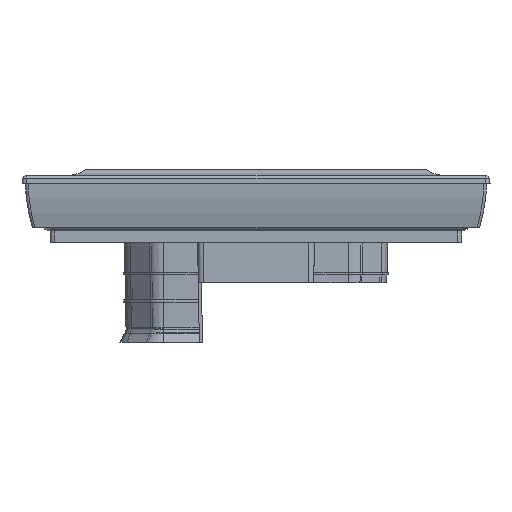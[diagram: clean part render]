
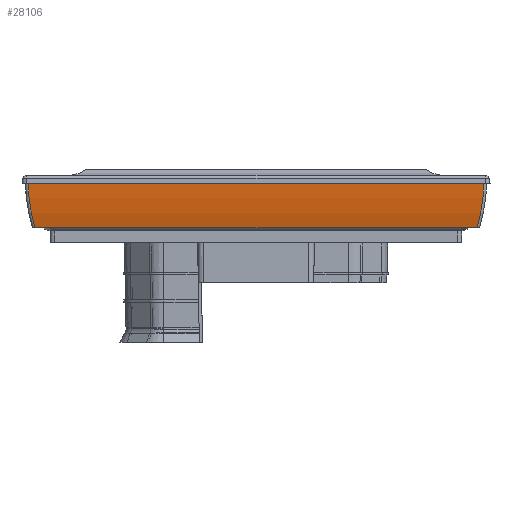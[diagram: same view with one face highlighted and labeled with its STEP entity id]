
A CAD part, left-side view. The second image highlights one B-rep face of the part: STEP entity #28106.
In plain terms, the highlighted cylindrical face has radius 33.85 mm (diameter 67.7 mm), a partial arc.
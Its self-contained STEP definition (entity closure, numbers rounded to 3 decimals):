
#1050 = CARTESIAN_POINT ( 'NONE',  ( 758.633, 40.869, 5.949 ) ) ;
#1150 = CYLINDRICAL_SURFACE ( 'NONE', #3813, 33.85 ) ;
#2668 = EDGE_CURVE ( 'NONE', #17166, #23064, #12650, .T. ) ;
#3158 = CARTESIAN_POINT ( 'NONE',  ( 759.056, -40.453, 3.29 ) ) ;
#3661 = DIRECTION ( 'NONE',  ( 0., -1., 0. ) ) ;
#3813 = AXIS2_PLACEMENT_3D ( 'NONE', #21867, #12327, #10355 ) ;
#3957 = CARTESIAN_POINT ( 'NONE',  ( 758.526, 40.975, 8.603 ) ) ;
#4868 = CARTESIAN_POINT ( 'NONE',  ( 758.526, 40.975, 8.603 ) ) ;
#5109 = CARTESIAN_POINT ( 'NONE',  ( 758.526, -40.975, 8.603 ) ) ;
#6333 = ORIENTED_EDGE ( 'NONE', *, *, #18636, .F. ) ;
#8316 = VERTEX_POINT ( 'NONE', #4868 ) ;
#9070 = ORIENTED_EDGE ( 'NONE', *, *, #2668, .T. ) ;
#9431 = ORIENTED_EDGE ( 'NONE', *, *, #22791, .T. ) ;
#10355 = DIRECTION ( 'NONE',  ( 0., 0., -1. ) ) ;
#10713 = CARTESIAN_POINT ( 'NONE',  ( 759.056, 40.453, 3.29 ) ) ;
#11261 = EDGE_LOOP ( 'NONE', ( #19330, #9431, #6333, #9070 ) ) ;
#12214 = CARTESIAN_POINT ( 'NONE',  ( 759.792, -39.727, 0.703 ) ) ;
#12327 = DIRECTION ( 'NONE',  ( 0., 1., 0. ) ) ;
#12650 = B_SPLINE_CURVE_WITH_KNOTS ( 'NONE', 3,
 ( #26180, #3158, #25885, #14345 ),
 .UNSPECIFIED., .F., .F.,
 ( 4, 4 ),
 ( 0., 1. ),
 .UNSPECIFIED. ) ;
#14345 = CARTESIAN_POINT ( 'NONE',  ( 758.526, -40.975, 8.603 ) ) ;
#17156 = VERTEX_POINT ( 'NONE', #24062 ) ;
#17166 = VERTEX_POINT ( 'NONE', #12214 ) ;
#17620 = LINE ( 'NONE', #3957, #18389 ) ;
#17934 = B_SPLINE_CURVE_WITH_KNOTS ( 'NONE', 3,
 ( #26848, #1050, #10713, #20075 ),
 .UNSPECIFIED., .F., .F.,
 ( 4, 4 ),
 ( 0., 1. ),
 .UNSPECIFIED. ) ;
#18389 = VECTOR ( 'NONE', #3661, 1000. ) ;
#18636 = EDGE_CURVE ( 'NONE', #17166, #17156, #28184, .T. ) ;
#18963 = FACE_OUTER_BOUND ( 'NONE', #11261, .T. ) ;
#19109 = DIRECTION ( 'NONE',  ( 0., 1., 0. ) ) ;
#19330 = ORIENTED_EDGE ( 'NONE', *, *, #25940, .F. ) ;
#20075 = CARTESIAN_POINT ( 'NONE',  ( 759.792, 39.727, 0.703 ) ) ;
#21867 = CARTESIAN_POINT ( 'NONE',  ( 792.348, 0., 9.974 ) ) ;
#22791 = EDGE_CURVE ( 'NONE', #8316, #17156, #17934, .T. ) ;
#23064 = VERTEX_POINT ( 'NONE', #5109 ) ;
#24062 = CARTESIAN_POINT ( 'NONE',  ( 759.792, 39.727, 0.703 ) ) ;
#25885 = CARTESIAN_POINT ( 'NONE',  ( 758.633, -40.869, 5.949 ) ) ;
#25940 = EDGE_CURVE ( 'NONE', #8316, #23064, #17620, .T. ) ;
#26024 = CARTESIAN_POINT ( 'NONE',  ( 759.792, 0., 0.703 ) ) ;
#26180 = CARTESIAN_POINT ( 'NONE',  ( 759.792, -39.727, 0.703 ) ) ;
#26848 = CARTESIAN_POINT ( 'NONE',  ( 758.526, 40.975, 8.603 ) ) ;
#28106 = ADVANCED_FACE ( 'NONE', ( #18963 ), #1150, .T. ) ;
#28184 = LINE ( 'NONE', #26024, #29663 ) ;
#29663 = VECTOR ( 'NONE', #19109, 1000. ) ;
